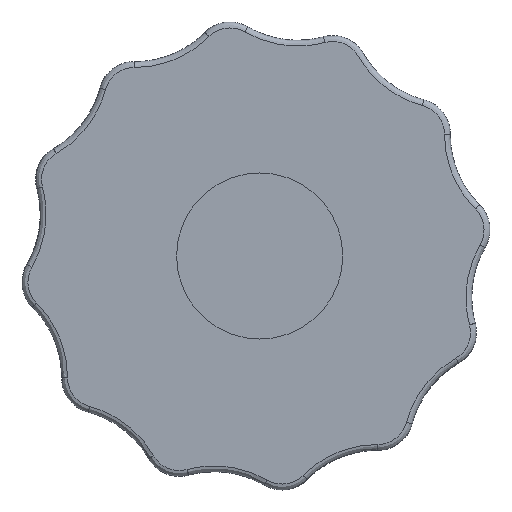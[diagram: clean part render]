
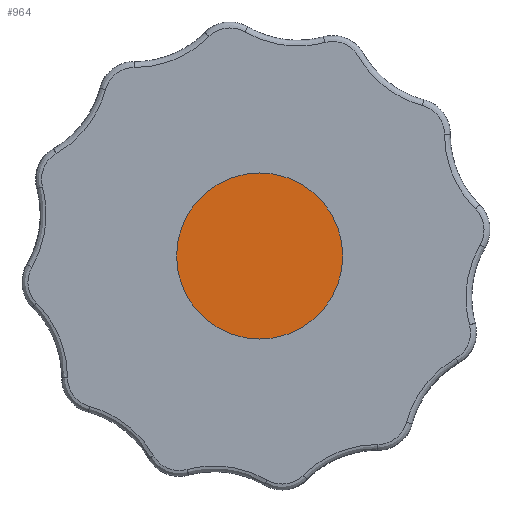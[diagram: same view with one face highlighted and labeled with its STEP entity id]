
A CAD part, front view. The second image highlights one B-rep face of the part: STEP entity #964.
In plain terms, the highlighted planar face has unit normal (0, -1, 0).
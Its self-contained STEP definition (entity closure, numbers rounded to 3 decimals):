
#145=CIRCLE('',#1039,7.);
#201=FACE_OUTER_BOUND('',#259,.T.);
#259=EDGE_LOOP('',(#903));
#444=VERTEX_POINT('',#3298);
#596=EDGE_CURVE('',#444,#444,#145,.T.);
#903=ORIENTED_EDGE('',*,*,#596,.F.);
#908=PLANE('',#1040);
#964=ADVANCED_FACE('',(#201),#908,.T.);
#1039=AXIS2_PLACEMENT_3D('',#3299,#1168,#1169);
#1040=AXIS2_PLACEMENT_3D('',#3301,#1171,#1172);
#1168=DIRECTION('center_axis',(0.,1.,0.));
#1169=DIRECTION('ref_axis',(0.814,0.,0.581));
#1171=DIRECTION('center_axis',(0.,-1.,0.));
#1172=DIRECTION('ref_axis',(-1.,0.,0.));
#3298=CARTESIAN_POINT('',(6.896,-1.6,0.5));
#3299=CARTESIAN_POINT('Origin',(-0.104,-1.6,0.5));
#3301=CARTESIAN_POINT('Origin',(6.896,-1.6,0.5));
